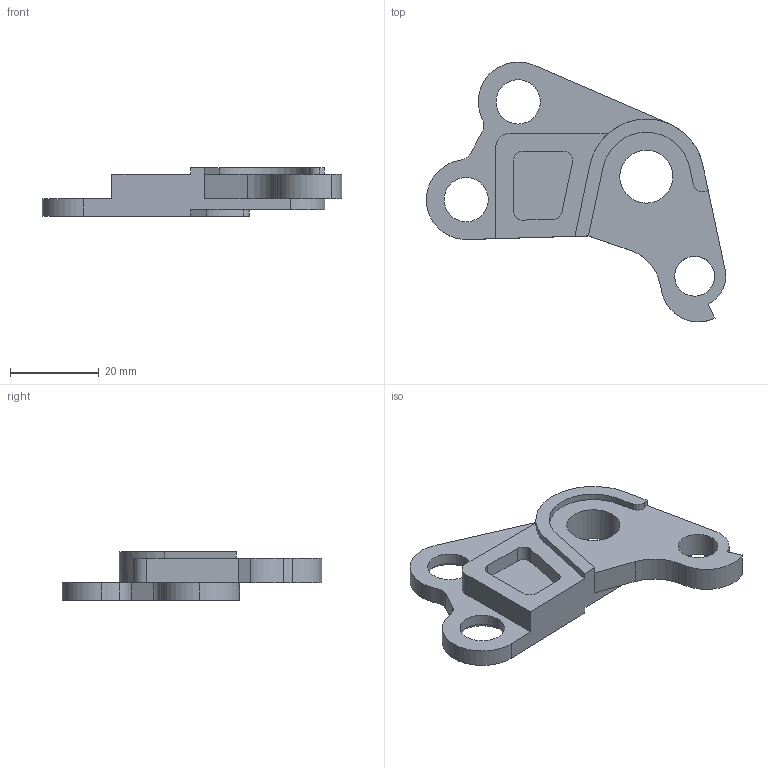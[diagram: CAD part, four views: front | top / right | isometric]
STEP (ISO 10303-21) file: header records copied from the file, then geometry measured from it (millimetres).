
FILE_DESCRIPTION (( 'STEP AP214' ), '1' );
FILE_NAME ('patte sunn droite verticale axe et ecrou.STEP', '2024-07-09T14:54:04', ( '' ), ( '' ), 'SwSTEP 2.0', 'SolidWorks 2022', '' );
FILE_SCHEMA (( 'AUTOMOTIVE_DESIGN' ));
Length unit declared in the file: millimetre
Products named in the file (1): patte sunn droite verticale axe et ecrou
Bounding box: 67.58 x 58.64 x 11 mm (x, y, z)
Volume: 11114.6 mm3; surface area: 6414.8 mm2
Topology: 1 solids, 1 shells, 77 faces, 212 edges, 141 vertices
Faces by surface type: cylinder 44, plane 33
Entity records: 2538 total; most frequent: DIRECTION 458, CARTESIAN_POINT 431, ORIENTED_EDGE 424, EDGE_CURVE 212, AXIS2_PLACEMENT_3D 168, VERTEX_POINT 141, LINE 122, VECTOR 122
